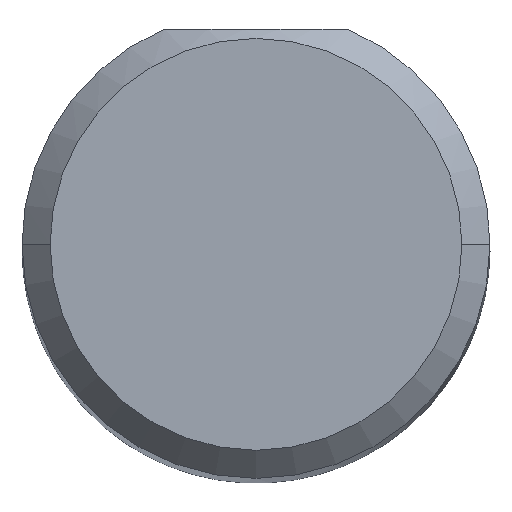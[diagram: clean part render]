
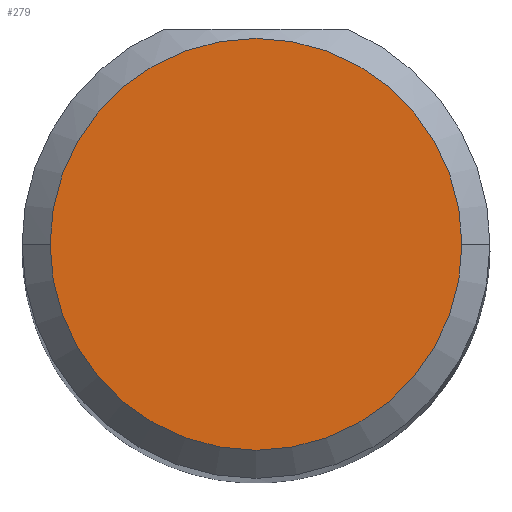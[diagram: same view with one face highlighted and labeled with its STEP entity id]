
A CAD part, top view. The second image highlights one B-rep face of the part: STEP entity #279.
In plain terms, the highlighted planar face has unit normal (0, 0, 1).
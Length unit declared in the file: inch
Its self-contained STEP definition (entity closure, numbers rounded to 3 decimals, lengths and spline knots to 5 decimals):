
#20 = DIRECTION ( 'NONE',  ( 0., 0., 1. ) ) ;
#88 = DIRECTION ( 'NONE',  ( 1., 0., 0. ) ) ;
#92 = ORIENTED_EDGE ( 'NONE', *, *, #181, .T. ) ;
#94 = VERTEX_POINT ( 'NONE', #363 ) ;
#123 = DIRECTION ( 'NONE',  ( 1., 0., 0. ) ) ;
#155 = AXIS2_PLACEMENT_3D ( 'NONE', #644, #184, #88 ) ;
#172 = FACE_OUTER_BOUND ( 'NONE', #501, .T. ) ;
#181 = EDGE_CURVE ( 'NONE', #583, #94, #400, .T. ) ;
#184 = DIRECTION ( 'NONE',  ( 0., 0., 1. ) ) ;
#233 = ORIENTED_EDGE ( 'NONE', *, *, #398, .T. ) ;
#279 = ADVANCED_FACE ( 'NONE', ( #172 ), #373, .T. ) ;
#290 = CARTESIAN_POINT ( 'NONE',  ( -0.11, 0., 2.5 ) ) ;
#363 = CARTESIAN_POINT ( 'NONE',  ( 0.11, 0., 2.5 ) ) ;
#373 = PLANE ( 'NONE',  #450 ) ;
#376 = DIRECTION ( 'NONE',  ( 0., 0., 1. ) ) ;
#398 = EDGE_CURVE ( 'NONE', #94, #583, #453, .T. ) ;
#400 = CIRCLE ( 'NONE', #547, 0.11 ) ;
#450 = AXIS2_PLACEMENT_3D ( 'NONE', #577, #376, #123 ) ;
#453 = CIRCLE ( 'NONE', #155, 0.11 ) ;
#468 = CARTESIAN_POINT ( 'NONE',  ( 0., 0., 2.5 ) ) ;
#501 = EDGE_LOOP ( 'NONE', ( #92, #233 ) ) ;
#520 = DIRECTION ( 'NONE',  ( 1., 0., 0. ) ) ;
#547 = AXIS2_PLACEMENT_3D ( 'NONE', #468, #20, #520 ) ;
#577 = CARTESIAN_POINT ( 'NONE',  ( 0., 0., 2.5 ) ) ;
#583 = VERTEX_POINT ( 'NONE', #290 ) ;
#644 = CARTESIAN_POINT ( 'NONE',  ( 0., 0., 2.5 ) ) ;
